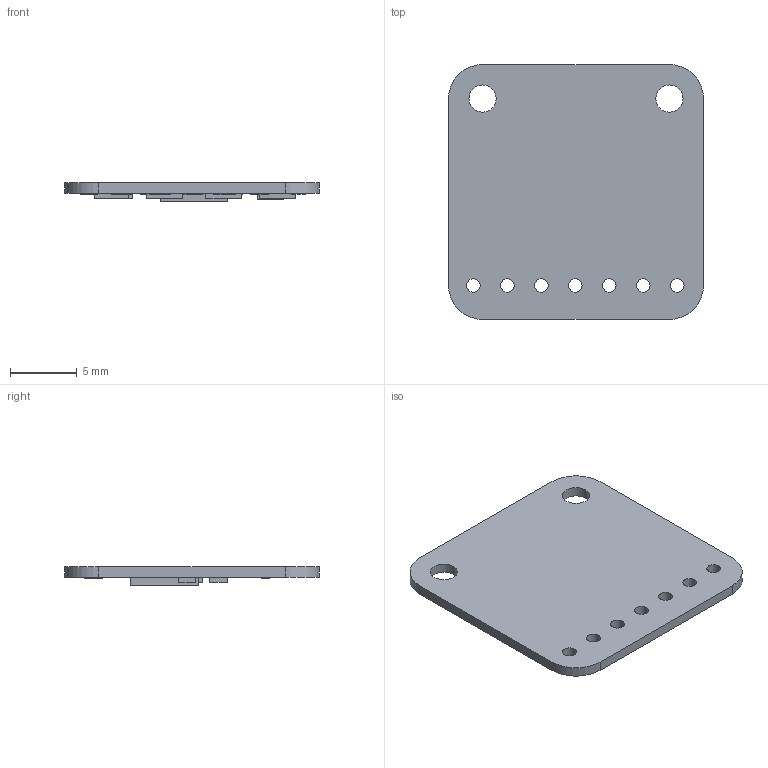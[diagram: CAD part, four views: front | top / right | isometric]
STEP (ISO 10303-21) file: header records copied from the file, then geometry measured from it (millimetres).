
FILE_DESCRIPTION (( 'STEP AP214' ), '1' );
FILE_NAME ('ADXL335_step.STEP', '2022-04-23T16:52:11', ( '' ), ( '' ), 'SwSTEP 2.0', 'SolidWorks 2021', '' );
FILE_SCHEMA (( 'AUTOMOTIVE_DESIGN' ));
Length unit declared in the file: millimetre
Products named in the file (1): ADXL335_step
Bounding box: 19.05 x 19.05 x 1.36 mm (x, y, z)
Volume: 288.7 mm3; surface area: 814.7 mm2
Topology: 1 solids, 1 shells, 503 faces, 1332 edges, 888 vertices
Faces by surface type: plane 295, bspline 168, cylinder 40
Entity records: 24769 total; most frequent: CARTESIAN_POINT 12316, ORIENTED_EDGE 2664, DIRECTION 1748, EDGE_CURVE 1332, LINE 916, VECTOR 916, VERTEX_POINT 888, EDGE_LOOP 578
